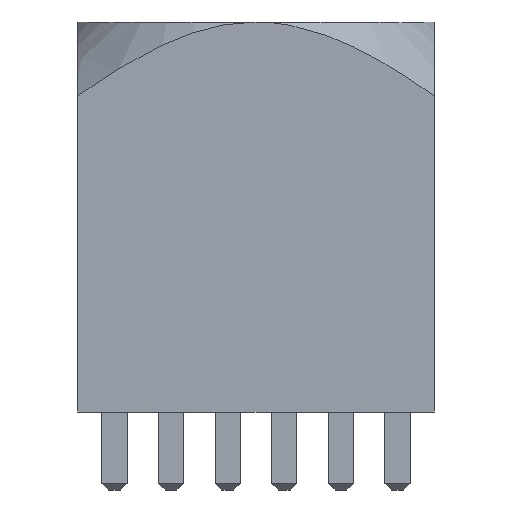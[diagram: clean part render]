
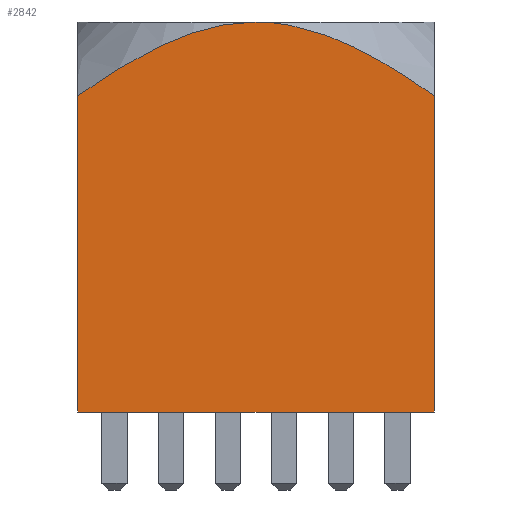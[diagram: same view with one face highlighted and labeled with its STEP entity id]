
A CAD part, front view. The second image highlights one B-rep face of the part: STEP entity #2842.
In plain terms, the highlighted planar face has unit normal (0, -1, 0).
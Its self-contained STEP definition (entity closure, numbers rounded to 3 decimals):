
#24=B_SPLINE_CURVE_WITH_KNOTS('',3,(#3996,#3997,#3998,#3999,#4000,#4001,
#4002,#4003,#4004,#4005,#4006,#4007,#4008,#4009,#4010,#4011,#4012),
 .UNSPECIFIED.,.F.,.F.,(4,1,1,1,1,1,1,1,1,1,1,1,1,1,4),(0.,0.125,0.188,
0.25,0.313,0.375,0.438,0.5,0.563,0.625,0.688,0.75,0.813,0.875,1.),
 .UNSPECIFIED.);
#29=B_SPLINE_CURVE_WITH_KNOTS('',3,(#4097,#4098,#4099,#4100,#4101,#4102,
#4103,#4104,#4105,#4106,#4107,#4108,#4109,#4110,#4111,#4112,#4113),
 .UNSPECIFIED.,.F.,.F.,(4,1,1,1,1,1,1,1,1,1,1,1,1,1,4),(0.,0.125,0.188,
0.25,0.313,0.375,0.438,0.5,0.563,0.625,0.688,0.75,0.813,0.875,1.),
 .UNSPECIFIED.);
#450=ORIENTED_EDGE('',*,*,#810,.F.);
#451=ORIENTED_EDGE('',*,*,#812,.F.);
#452=ORIENTED_EDGE('',*,*,#802,.F.);
#453=ORIENTED_EDGE('',*,*,#813,.T.);
#454=ORIENTED_EDGE('',*,*,#814,.T.);
#802=EDGE_CURVE('',#979,#978,#24,.F.);
#810=EDGE_CURVE('',#986,#987,#1228,.T.);
#812=EDGE_CURVE('',#978,#986,#29,.F.);
#813=EDGE_CURVE('',#979,#988,#1230,.T.);
#814=EDGE_CURVE('',#988,#987,#1231,.T.);
#978=VERTEX_POINT('',#3977);
#979=VERTEX_POINT('',#3995);
#986=VERTEX_POINT('',#4092);
#987=VERTEX_POINT('',#4094);
#988=VERTEX_POINT('',#4115);
#1228=LINE('',#4093,#1476);
#1230=LINE('',#4114,#1478);
#1231=LINE('',#4116,#1479);
#1476=VECTOR('',#3434,1000.);
#1478=VECTOR('',#3438,1000.);
#1479=VECTOR('',#3439,1000.);
#1595=EDGE_LOOP('',(#450,#451,#452,#453,#454));
#1733=FACE_BOUND('',#1595,.T.);
#1871=PLANE('',#2970);
#2842=ADVANCED_FACE('',(#1733),#1871,.F.);
#2970=AXIS2_PLACEMENT_3D('',#4096,#3436,#3437);
#3434=DIRECTION('',(0.,0.,-1.));
#3436=DIRECTION('',(0.,1.,0.));
#3437=DIRECTION('',(-1.,0.,0.));
#3438=DIRECTION('',(0.,0.,-1.));
#3439=DIRECTION('',(1.,0.,0.));
#3977=CARTESIAN_POINT('',(0.,-8.,17.5));
#3995=CARTESIAN_POINT('',(-8.,-8.,14.186));
#3996=CARTESIAN_POINT('',(0.,-8.,17.5));
#3997=CARTESIAN_POINT('',(-0.356,-8.,17.5));
#3998=CARTESIAN_POINT('',(-0.897,-8.,17.463));
#3999=CARTESIAN_POINT('',(-1.618,-8.,17.344));
#4000=CARTESIAN_POINT('',(-2.19,-8.,17.211));
#4001=CARTESIAN_POINT('',(-2.666,-8.,17.072));
#4002=CARTESIAN_POINT('',(-3.185,-8.,16.894));
#4003=CARTESIAN_POINT('',(-3.697,-8.,16.692));
#4004=CARTESIAN_POINT('',(-4.262,-8.,16.439));
#4005=CARTESIAN_POINT('',(-4.691,-8.,16.228));
#4006=CARTESIAN_POINT('',(-5.176,-8.,15.974));
#4007=CARTESIAN_POINT('',(-5.655,-8.,15.706));
#4008=CARTESIAN_POINT('',(-6.184,-8.,15.391));
#4009=CARTESIAN_POINT('',(-6.596,-8.,15.133));
#4010=CARTESIAN_POINT('',(-7.208,-8.,14.736));
#4011=CARTESIAN_POINT('',(-7.677,-8.,14.415));
#4012=CARTESIAN_POINT('',(-8.,-8.,14.186));
#4092=CARTESIAN_POINT('',(8.,-8.,14.186));
#4093=CARTESIAN_POINT('',(8.,-8.,17.5));
#4094=CARTESIAN_POINT('',(8.,-8.,0.));
#4096=CARTESIAN_POINT('',(-8.,-8.,17.5));
#4097=CARTESIAN_POINT('',(8.,-8.,14.186));
#4098=CARTESIAN_POINT('',(7.679,-8.,14.413));
#4099=CARTESIAN_POINT('',(7.213,-8.,14.733));
#4100=CARTESIAN_POINT('',(6.605,-8.,15.128));
#4101=CARTESIAN_POINT('',(6.196,-8.,15.384));
#4102=CARTESIAN_POINT('',(5.667,-8.,15.699));
#4103=CARTESIAN_POINT('',(5.19,-8.,15.967));
#4104=CARTESIAN_POINT('',(4.706,-8.,16.221));
#4105=CARTESIAN_POINT('',(4.277,-8.,16.432));
#4106=CARTESIAN_POINT('',(3.711,-8.,16.686));
#4107=CARTESIAN_POINT('',(3.198,-8.,16.889));
#4108=CARTESIAN_POINT('',(2.678,-8.,17.068));
#4109=CARTESIAN_POINT('',(2.201,-8.,17.208));
#4110=CARTESIAN_POINT('',(1.626,-8.,17.343));
#4111=CARTESIAN_POINT('',(0.902,-8.,17.463));
#4112=CARTESIAN_POINT('',(0.358,-8.,17.5));
#4113=CARTESIAN_POINT('',(0.,-8.,17.5));
#4114=CARTESIAN_POINT('',(-8.,-8.,17.5));
#4115=CARTESIAN_POINT('',(-8.,-8.,0.));
#4116=CARTESIAN_POINT('',(-8.,-8.,0.));
